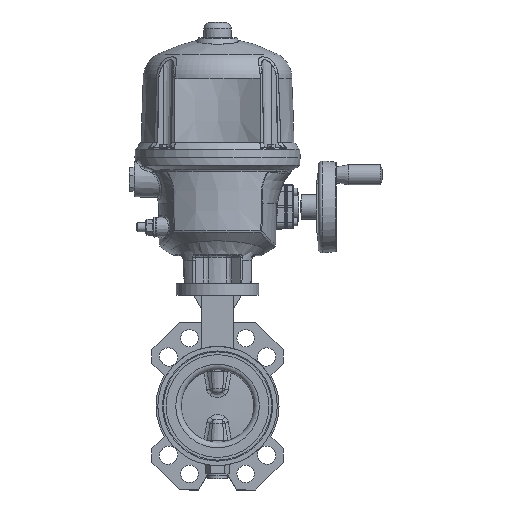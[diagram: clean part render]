
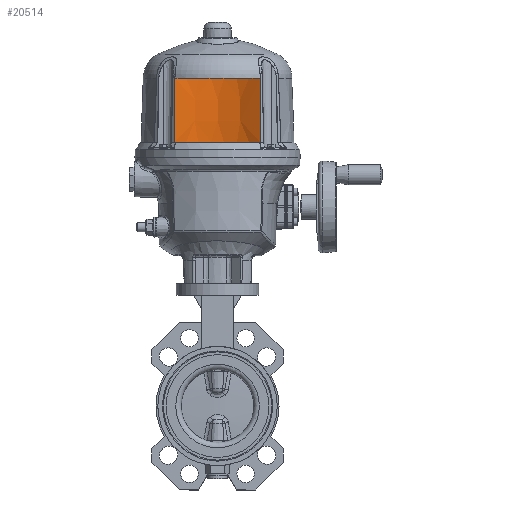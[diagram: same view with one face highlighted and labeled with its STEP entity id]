
A CAD part, left-side view. The second image highlights one B-rep face of the part: STEP entity #20514.
In plain terms, the highlighted conical face has half-angle 2 degrees and reference radius 83.442 mm.
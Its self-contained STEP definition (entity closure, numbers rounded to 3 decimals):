
#4300=CONICAL_SURFACE('',#22230,83.442,0.035);
#5375=FACE_OUTER_BOUND('',#6601,.T.);
#6601=EDGE_LOOP('',(#18987,#18988,#18989,#18990,#18991,#18992,#18993,#18994));
#7356=CIRCLE('',#22027,81.001);
#7494=CIRCLE('',#22229,83.436);
#8270=B_SPLINE_CURVE_WITH_KNOTS('',3,(#59987,#59988,#59989,#59990,#59991,
#59992,#59993),.UNSPECIFIED.,.F.,.F.,(4,3,4),(0.,0.04,
0.07),.UNSPECIFIED.);
#8272=B_SPLINE_CURVE_WITH_KNOTS('',3,(#60457,#60458,#60459,#60460,#60461,
#60462,#60463,#60464,#60465,#60466,#60467,#60468,#60469,#60470),
 .UNSPECIFIED.,.F.,.F.,(4,2,2,2,2,2,4),(0.,0.,
0.001,0.002,0.004,0.011,
0.021),.UNSPECIFIED.);
#8283=B_SPLINE_CURVE_WITH_KNOTS('',3,(#61617,#61618,#61619,#61620,#61621,
#61622,#61623,#61624,#61625,#61626,#61627,#61628,#61629,#61630),
 .UNSPECIFIED.,.F.,.F.,(4,2,2,2,2,2,4),(0.,0.013,
0.022,0.025,0.027,0.027,
0.028),.UNSPECIFIED.);
#8332=B_SPLINE_CURVE_WITH_KNOTS('',3,(#63445,#63446,#63447,#63448,#63449,
#63450,#63451,#63452,#63453,#63454),.UNSPECIFIED.,.F.,.F.,(4,3,3,4),(0.,
0.,0.,0.),
 .UNSPECIFIED.);
#8334=B_SPLINE_CURVE_WITH_KNOTS('',3,(#63484,#63485,#63486,#63487,#63488,
#63489,#63490),.UNSPECIFIED.,.F.,.F.,(4,3,4),(0.,0.04,0.07),
 .UNSPECIFIED.);
#8339=B_SPLINE_CURVE_WITH_KNOTS('',3,(#63567,#63568,#63569,#63570,#63571,
#63572,#63573,#63574,#63575,#63576),.UNSPECIFIED.,.F.,.F.,(4,3,3,4),(0.,
0.,0.,0.),
 .UNSPECIFIED.);
#10091=VERTEX_POINT('',#56082);
#10092=VERTEX_POINT('',#56095);
#10259=VERTEX_POINT('',#59968);
#10260=VERTEX_POINT('',#59985);
#10273=VERTEX_POINT('',#60456);
#10282=VERTEX_POINT('',#61616);
#10341=VERTEX_POINT('',#63444);
#10342=VERTEX_POINT('',#63483);
#12994=EDGE_CURVE('',#10092,#10091,#7356,.T.);
#13242=EDGE_CURVE('',#10259,#10260,#8270,.T.);
#13267=EDGE_CURVE('',#10091,#10273,#8272,.T.);
#13284=EDGE_CURVE('',#10282,#10092,#8283,.T.);
#13380=EDGE_CURVE('',#10282,#10341,#8332,.T.);
#13382=EDGE_CURVE('',#10342,#10341,#8334,.T.);
#13386=EDGE_CURVE('',#10260,#10342,#7494,.T.);
#13389=EDGE_CURVE('',#10259,#10273,#8339,.T.);
#18987=ORIENTED_EDGE('',*,*,#13386,.T.);
#18988=ORIENTED_EDGE('',*,*,#13382,.T.);
#18989=ORIENTED_EDGE('',*,*,#13380,.F.);
#18990=ORIENTED_EDGE('',*,*,#13284,.T.);
#18991=ORIENTED_EDGE('',*,*,#12994,.T.);
#18992=ORIENTED_EDGE('',*,*,#13267,.T.);
#18993=ORIENTED_EDGE('',*,*,#13389,.F.);
#18994=ORIENTED_EDGE('',*,*,#13242,.T.);
#20514=ADVANCED_FACE('',(#5375),#4300,.T.);
#22027=AXIS2_PLACEMENT_3D('',#56096,#26337,#26338);
#22229=AXIS2_PLACEMENT_3D('',#63529,#26804,#26805);
#22230=AXIS2_PLACEMENT_3D('',#63566,#26806,#26807);
#26337=DIRECTION('center_axis',(0.,-1.,0.));
#26338=DIRECTION('ref_axis',(-1.,0.,0.));
#26804=DIRECTION('center_axis',(0.,1.,0.));
#26805=DIRECTION('ref_axis',(-1.,0.,0.));
#26806=DIRECTION('center_axis',(0.,-1.,0.));
#26807=DIRECTION('ref_axis',(-1.,0.,0.));
#56082=CARTESIAN_POINT('',(-46.413,187.082,82.385));
#56095=CARTESIAN_POINT('',(46.413,187.082,82.385));
#56096=CARTESIAN_POINT('Origin',(0.,187.082,
16.));
#59968=CARTESIAN_POINT('',(-46.413,186.828,82.396));
#59985=CARTESIAN_POINT('',(-46.844,117.347,85.045));
#59987=CARTESIAN_POINT('Ctrl Pts',(-46.413,186.828,82.396));
#59988=CARTESIAN_POINT('Ctrl Pts',(-46.509,173.343,82.903));
#59989=CARTESIAN_POINT('Ctrl Pts',(-46.597,159.858,83.415));
#59990=CARTESIAN_POINT('Ctrl Pts',(-46.678,146.373,83.931));
#59991=CARTESIAN_POINT('Ctrl Pts',(-46.737,136.697,84.301));
#59992=CARTESIAN_POINT('Ctrl Pts',(-46.792,127.022,84.672));
#59993=CARTESIAN_POINT('Ctrl Pts',(-46.844,117.347,85.045));
#60456=CARTESIAN_POINT('',(-46.479,187.329,82.328));
#60457=CARTESIAN_POINT('Ctrl Pts',(-46.413,187.082,82.385));
#60458=CARTESIAN_POINT('Ctrl Pts',(-46.414,187.082,82.384));
#60459=CARTESIAN_POINT('Ctrl Pts',(-46.415,187.082,82.383));
#60460=CARTESIAN_POINT('Ctrl Pts',(-46.417,187.083,82.382));
#60461=CARTESIAN_POINT('Ctrl Pts',(-46.418,187.083,82.381));
#60462=CARTESIAN_POINT('Ctrl Pts',(-46.422,187.085,82.379));
#60463=CARTESIAN_POINT('Ctrl Pts',(-46.424,187.087,82.377));
#60464=CARTESIAN_POINT('Ctrl Pts',(-46.43,187.094,82.372));
#60465=CARTESIAN_POINT('Ctrl Pts',(-46.434,187.102,82.369));
#60466=CARTESIAN_POINT('Ctrl Pts',(-46.448,187.133,82.359));
#60467=CARTESIAN_POINT('Ctrl Pts',(-46.455,187.167,82.352));
#60468=CARTESIAN_POINT('Ctrl Pts',(-46.469,187.239,82.339));
#60469=CARTESIAN_POINT('Ctrl Pts',(-46.475,187.286,82.333));
#60470=CARTESIAN_POINT('Ctrl Pts',(-46.479,187.329,82.328));
#61616=CARTESIAN_POINT('',(46.479,187.329,82.328));
#61617=CARTESIAN_POINT('Ctrl Pts',(46.479,187.329,82.328));
#61618=CARTESIAN_POINT('Ctrl Pts',(46.475,187.286,82.333));
#61619=CARTESIAN_POINT('Ctrl Pts',(46.469,187.238,82.339));
#61620=CARTESIAN_POINT('Ctrl Pts',(46.455,187.166,82.352));
#61621=CARTESIAN_POINT('Ctrl Pts',(46.447,187.133,82.359));
#61622=CARTESIAN_POINT('Ctrl Pts',(46.434,187.102,82.369));
#61623=CARTESIAN_POINT('Ctrl Pts',(46.43,187.094,82.372));
#61624=CARTESIAN_POINT('Ctrl Pts',(46.424,187.087,82.377));
#61625=CARTESIAN_POINT('Ctrl Pts',(46.422,187.085,82.379));
#61626=CARTESIAN_POINT('Ctrl Pts',(46.418,187.083,82.381));
#61627=CARTESIAN_POINT('Ctrl Pts',(46.417,187.083,82.382));
#61628=CARTESIAN_POINT('Ctrl Pts',(46.415,187.082,82.383));
#61629=CARTESIAN_POINT('Ctrl Pts',(46.414,187.082,82.384));
#61630=CARTESIAN_POINT('Ctrl Pts',(46.413,187.082,82.385));
#63444=CARTESIAN_POINT('',(46.413,186.828,82.396));
#63445=CARTESIAN_POINT('Ctrl Pts',(46.479,187.329,82.328));
#63446=CARTESIAN_POINT('Ctrl Pts',(46.471,187.246,82.337));
#63447=CARTESIAN_POINT('Ctrl Pts',(46.461,187.164,82.348));
#63448=CARTESIAN_POINT('Ctrl Pts',(46.449,187.082,82.36));
#63449=CARTESIAN_POINT('Ctrl Pts',(46.449,187.078,82.36));
#63450=CARTESIAN_POINT('Ctrl Pts',(46.448,187.074,82.361));
#63451=CARTESIAN_POINT('Ctrl Pts',(46.448,187.07,82.361));
#63452=CARTESIAN_POINT('Ctrl Pts',(46.436,186.989,82.373));
#63453=CARTESIAN_POINT('Ctrl Pts',(46.425,186.909,82.384));
#63454=CARTESIAN_POINT('Ctrl Pts',(46.413,186.828,82.396));
#63483=CARTESIAN_POINT('',(46.844,117.347,85.045));
#63484=CARTESIAN_POINT('Ctrl Pts',(46.844,117.347,85.045));
#63485=CARTESIAN_POINT('Ctrl Pts',(46.771,130.831,84.525));
#63486=CARTESIAN_POINT('Ctrl Pts',(46.693,144.316,84.008));
#63487=CARTESIAN_POINT('Ctrl Pts',(46.608,157.801,83.495));
#63488=CARTESIAN_POINT('Ctrl Pts',(46.547,167.477,83.126));
#63489=CARTESIAN_POINT('Ctrl Pts',(46.482,177.152,82.76));
#63490=CARTESIAN_POINT('Ctrl Pts',(46.413,186.828,82.396));
#63529=CARTESIAN_POINT('Origin',(0.,117.347,
16.));
#63566=CARTESIAN_POINT('Origin',(0.,117.168,
16.));
#63567=CARTESIAN_POINT('Ctrl Pts',(-46.413,186.828,82.396));
#63568=CARTESIAN_POINT('Ctrl Pts',(-46.425,186.909,82.384));
#63569=CARTESIAN_POINT('Ctrl Pts',(-46.436,186.989,82.373));
#63570=CARTESIAN_POINT('Ctrl Pts',(-46.448,187.07,82.361));
#63571=CARTESIAN_POINT('Ctrl Pts',(-46.448,187.074,82.361));
#63572=CARTESIAN_POINT('Ctrl Pts',(-46.449,187.078,82.36));
#63573=CARTESIAN_POINT('Ctrl Pts',(-46.449,187.082,82.36));
#63574=CARTESIAN_POINT('Ctrl Pts',(-46.461,187.164,82.348));
#63575=CARTESIAN_POINT('Ctrl Pts',(-46.471,187.246,82.337));
#63576=CARTESIAN_POINT('Ctrl Pts',(-46.479,187.329,82.328));
